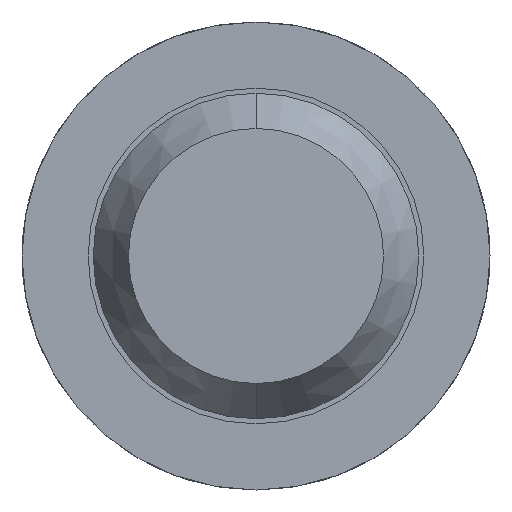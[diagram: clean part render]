
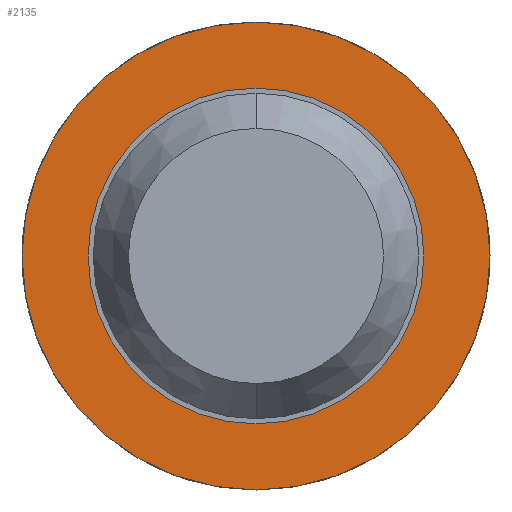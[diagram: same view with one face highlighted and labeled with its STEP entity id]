
A CAD part, front view. The second image highlights one B-rep face of the part: STEP entity #2135.
In plain terms, the highlighted planar face has unit normal (0, -1, 0).
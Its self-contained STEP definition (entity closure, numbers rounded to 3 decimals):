
#48 = CARTESIAN_POINT ( 'NONE',  ( 0., -1.7, -0.825 ) ) ;
#444 = AXIS2_PLACEMENT_3D ( 'NONE', #1419, #1019, #3289 ) ;
#600 = AXIS2_PLACEMENT_3D ( 'NONE', #1483, #691, #3343 ) ;
#618 = EDGE_LOOP ( 'NONE', ( #1974, #2724 ) ) ;
#626 = CARTESIAN_POINT ( 'NONE',  ( 0.825, -1.7, 0. ) ) ;
#691 = DIRECTION ( 'NONE',  ( 0., 1., 0. ) ) ;
#738 = VERTEX_POINT ( 'NONE', #1430 ) ;
#1019 = DIRECTION ( 'NONE',  ( 0., 1., 0. ) ) ;
#1419 = CARTESIAN_POINT ( 'NONE',  ( 0., -1.7, 0. ) ) ;
#1430 = CARTESIAN_POINT ( 'NONE',  ( 0., -1.7, 0.825 ) ) ;
#1483 = CARTESIAN_POINT ( 'NONE',  ( 0., -1.7, 0. ) ) ;
#1534 = AXIS2_PLACEMENT_3D ( 'NONE', #3213, #3934, #3577 ) ;
#1621 = VERTEX_POINT ( 'NONE', #4342 ) ;
#1974 = ORIENTED_EDGE ( 'NONE', *, *, #4730, .F. ) ;
#2088 = EDGE_CURVE ( 'Defeature ausgef�hrt3_14+Defeature ausgef�hrt3_13+Defeature ausgef�hrt3_13+Defeature ausgef�hrt3_13', #738, #3600, #3694, .T. ) ;
#2135 = ADVANCED_FACE ( 'Defeature ausgef�hrt3_14', ( #4435, #3813 ), #4390, .F. ) ;
#2142 = CARTESIAN_POINT ( 'NONE',  ( 0., -1.7, 0. ) ) ;
#2144 = DIRECTION ( 'NONE',  ( 0., 0., 1. ) ) ;
#2724 = ORIENTED_EDGE ( 'NONE', *, *, #4347, .F. ) ;
#2903 = DIRECTION ( 'NONE',  ( 0., 0., 1. ) ) ;
#3000 = EDGE_LOOP ( 'NONE', ( #3382, #3368 ) ) ;
#3213 = CARTESIAN_POINT ( 'NONE',  ( 0., -1.7, 0. ) ) ;
#3289 = DIRECTION ( 'NONE',  ( 0., 0., 1. ) ) ;
#3343 = DIRECTION ( 'NONE',  ( 0., 0., 1. ) ) ;
#3368 = ORIENTED_EDGE ( 'NONE', *, *, #4209, .T. ) ;
#3382 = ORIENTED_EDGE ( 'NONE', *, *, #2088, .T. ) ;
#3498 = VERTEX_POINT ( 'NONE', #4432 ) ;
#3577 = DIRECTION ( 'NONE',  ( 0., 0., 1. ) ) ;
#3600 = VERTEX_POINT ( 'NONE', #48 ) ;
#3618 = AXIS2_PLACEMENT_3D ( 'NONE', #626, #3668, #2144 ) ;
#3668 = DIRECTION ( 'NONE',  ( 0., 1., 0. ) ) ;
#3694 = CIRCLE ( 'NONE', #1534, 0.825 ) ;
#3813 = FACE_BOUND ( 'NONE', #3000, .T. ) ;
#3934 = DIRECTION ( 'NONE',  ( 0., 1., 0. ) ) ;
#3948 = CIRCLE ( 'NONE', #4678, 1.15 ) ;
#3954 = CIRCLE ( 'NONE', #444, 0.825 ) ;
#4209 = EDGE_CURVE ( 'Defeature ausgef�hrt3_14+Defeature ausgef�hrt3_13+Defeature ausgef�hrt3_13+Defeature ausgef�hrt3_13', #3600, #738, #3954, .T. ) ;
#4342 = CARTESIAN_POINT ( 'NONE',  ( 0., -1.7, -1.15 ) ) ;
#4347 = EDGE_CURVE ( 'Defeature ausgef�hrt3_10+Defeature ausgef�hrt3_14+Defeature ausgef�hrt3_14+Defeature ausgef�hrt3_14', #1621, #3498, #4352, .T. ) ;
#4352 = CIRCLE ( 'NONE', #600, 1.15 ) ;
#4390 = PLANE ( 'NONE',  #3618 ) ;
#4432 = CARTESIAN_POINT ( 'NONE',  ( 0., -1.7, 1.15 ) ) ;
#4435 = FACE_OUTER_BOUND ( 'NONE', #618, .T. ) ;
#4492 = DIRECTION ( 'NONE',  ( 0., 1., 0. ) ) ;
#4678 = AXIS2_PLACEMENT_3D ( 'NONE', #2142, #4492, #2903 ) ;
#4730 = EDGE_CURVE ( 'Defeature ausgef�hrt3_10+Defeature ausgef�hrt3_14+Defeature ausgef�hrt3_14+Defeature ausgef�hrt3_14', #3498, #1621, #3948, .T. ) ;
